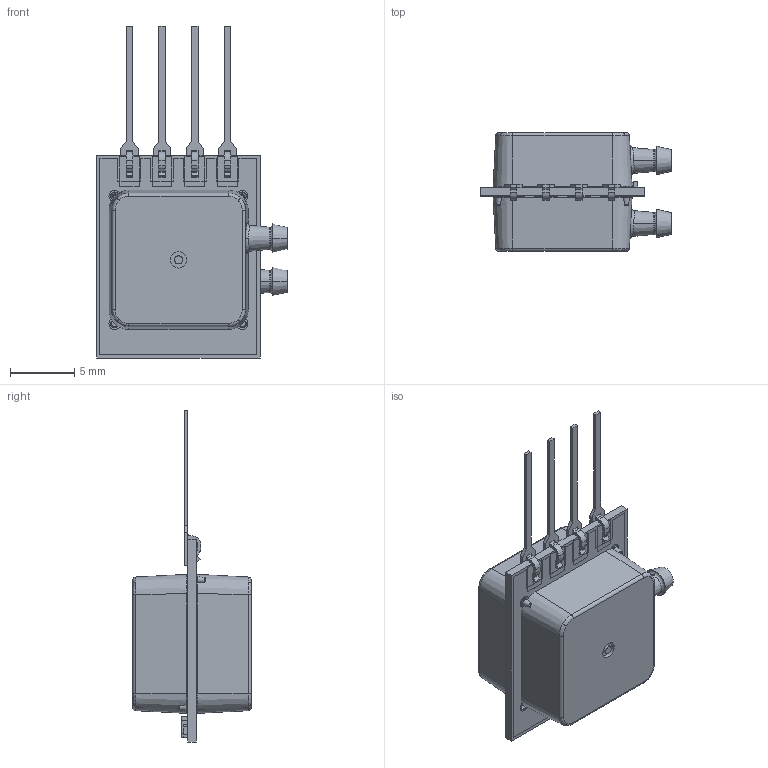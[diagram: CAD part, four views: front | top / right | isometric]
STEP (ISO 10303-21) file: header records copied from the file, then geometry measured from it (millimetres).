
FILE_DESCRIPTION (( 'STEP AP203' ), '1' );
FILE_NAME ('P1BS.STEP', '2021-05-10T21:59:18', ( '' ), ( '' ), 'SwSTEP 2.0', 'SolidWorks 2010', '' );
FILE_SCHEMA (( 'CONFIG_CONTROL_DESIGN' ));
Length unit declared in the file: inch
Products named in the file (4): Ceramic-Blank P series; P1BS; AS01-06-001 SIP for P series; AS01-01-020 for P series
Assembly tree (7 placements, depth 2):
  P1BS
    AS01-01-020 for P series  x2
    AS01-06-001 SIP for P series  x4
    Ceramic-Blank P series
Bounding box: 14.81 x 9.22 x 25.78 mm (x, y, z)
Volume: 1092.2 mm3; surface area: 2119.1 mm2
Topology: 17 solids, 17 shells, 484 faces, 1253 edges, 820 vertices
Faces by surface type: plane 336, cylinder 78, cone 36, bspline 34
Entity records: 12848 total; most frequent: CARTESIAN_POINT 4369, ORIENTED_EDGE 1686, DIRECTION 1543, EDGE_CURVE 843, LINE 663, VECTOR 663, VERTEX_POINT 555, AXIS2_PLACEMENT_3D 440
